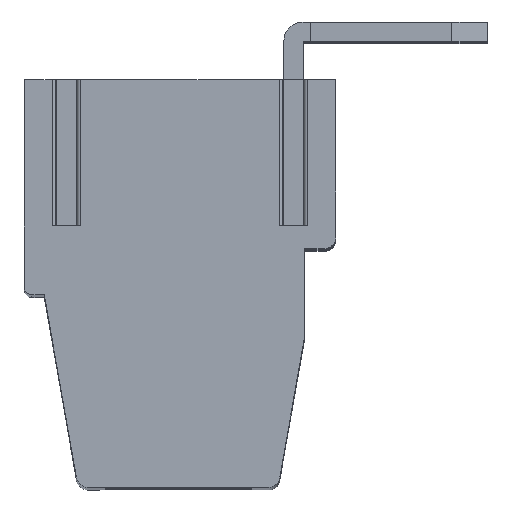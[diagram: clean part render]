
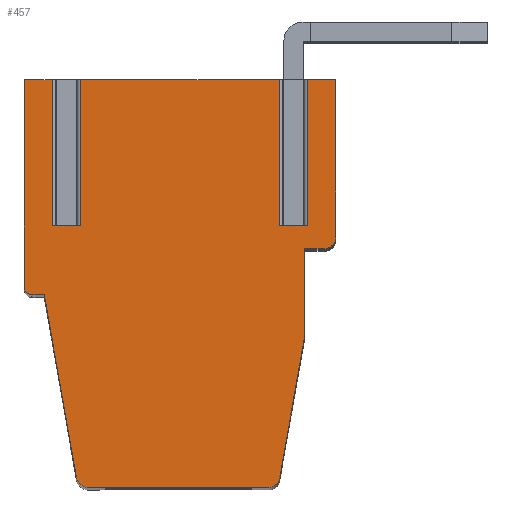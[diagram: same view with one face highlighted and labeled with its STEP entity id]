
A CAD part, top view. The second image highlights one B-rep face of the part: STEP entity #457.
In plain terms, the highlighted planar face has unit normal (0, 0, 1).
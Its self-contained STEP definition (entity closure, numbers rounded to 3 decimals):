
#457 = ADVANCED_FACE( '', ( #1289 ), #1290, .F. );
#1289 = FACE_OUTER_BOUND( '', #2525, .T. );
#1290 = PLANE( '', #2526 );
#2525 = EDGE_LOOP( '', ( #3865, #3866, #3867, #3868, #3869, #3870, #3871, #3872, #3873, #3874, #3875, #3876, #3877, #3878, #3879, #3880, #3881, #3882, #3883, #3884, #3885 ) );
#2526 = AXIS2_PLACEMENT_3D( '', #3886, #3887, #3888 );
#3865 = ORIENTED_EDGE( '', *, *, #7622, .T. );
#3866 = ORIENTED_EDGE( '', *, *, #7623, .T. );
#3867 = ORIENTED_EDGE( '', *, *, #7624, .T. );
#3868 = ORIENTED_EDGE( '', *, *, #7625, .T. );
#3869 = ORIENTED_EDGE( '', *, *, #7626, .T. );
#3870 = ORIENTED_EDGE( '', *, *, #7627, .F. );
#3871 = ORIENTED_EDGE( '', *, *, #7628, .T. );
#3872 = ORIENTED_EDGE( '', *, *, #7629, .T. );
#3873 = ORIENTED_EDGE( '', *, *, #7630, .T. );
#3874 = ORIENTED_EDGE( '', *, *, #7631, .F. );
#3875 = ORIENTED_EDGE( '', *, *, #7632, .T. );
#3876 = ORIENTED_EDGE( '', *, *, #7633, .T. );
#3877 = ORIENTED_EDGE( '', *, *, #7634, .T. );
#3878 = ORIENTED_EDGE( '', *, *, #7635, .T. );
#3879 = ORIENTED_EDGE( '', *, *, #7636, .T. );
#3880 = ORIENTED_EDGE( '', *, *, #7637, .F. );
#3881 = ORIENTED_EDGE( '', *, *, #7638, .F. );
#3882 = ORIENTED_EDGE( '', *, *, #7639, .T. );
#3883 = ORIENTED_EDGE( '', *, *, #7581, .T. );
#3884 = ORIENTED_EDGE( '', *, *, #7640, .T. );
#3885 = ORIENTED_EDGE( '', *, *, #7641, .T. );
#3886 = CARTESIAN_POINT( '', ( 201.952, 1.043, -17.5 ) );
#3887 = DIRECTION( '', ( 0., 0., -1. ) );
#3888 = DIRECTION( '', ( 0., -1., 0. ) );
#7581 = EDGE_CURVE( '', #9140, #9144, #9146, .T. );
#7622 = EDGE_CURVE( '', #9217, #9218, #9219, .T. );
#7623 = EDGE_CURVE( '', #9218, #9220, #9221, .T. );
#7624 = EDGE_CURVE( '', #9220, #9222, #9223, .T. );
#7625 = EDGE_CURVE( '', #9222, #9224, #9225, .T. );
#7626 = EDGE_CURVE( '', #9224, #9226, #9227, .T. );
#7627 = EDGE_CURVE( '', #9228, #9226, #9229, .T. );
#7628 = EDGE_CURVE( '', #9228, #9230, #9231, .T. );
#7629 = EDGE_CURVE( '', #9230, #9232, #9233, .T. );
#7630 = EDGE_CURVE( '', #9232, #9234, #9235, .T. );
#7631 = EDGE_CURVE( '', #9236, #9234, #9237, .T. );
#7632 = EDGE_CURVE( '', #9236, #9238, #9239, .T. );
#7633 = EDGE_CURVE( '', #9238, #9240, #9241, .T. );
#7634 = EDGE_CURVE( '', #9240, #9242, #9243, .T. );
#7635 = EDGE_CURVE( '', #9242, #9244, #9245, .T. );
#7636 = EDGE_CURVE( '', #9244, #9246, #9247, .T. );
#7637 = EDGE_CURVE( '', #9248, #9246, #9249, .T. );
#7638 = EDGE_CURVE( '', #9250, #9248, #9251, .T. );
#7639 = EDGE_CURVE( '', #9250, #9140, #9252, .T. );
#7640 = EDGE_CURVE( '', #9144, #9253, #9254, .T. );
#7641 = EDGE_CURVE( '', #9253, #9217, #9255, .T. );
#9140 = VERTEX_POINT( '', #11448 );
#9144 = VERTEX_POINT( '', #11453 );
#9146 = LINE( '', #11455, #11456 );
#9217 = VERTEX_POINT( '', #11558 );
#9218 = VERTEX_POINT( '', #11559 );
#9219 = LINE( '', #11560, #11561 );
#9220 = VERTEX_POINT( '', #11562 );
#9221 = LINE( '', #11563, #11564 );
#9222 = VERTEX_POINT( '', #11565 );
#9223 = LINE( '', #11566, #11567 );
#9224 = VERTEX_POINT( '', #11568 );
#9225 = LINE( '', #11569, #11570 );
#9226 = VERTEX_POINT( '', #11571 );
#9227 = LINE( '', #11572, #11573 );
#9228 = VERTEX_POINT( '', #11574 );
#9229 = LINE( '', #11575, #11576 );
#9230 = VERTEX_POINT( '', #11577 );
#9231 = CIRCLE( '', #11578, 0.198 );
#9232 = VERTEX_POINT( '', #11579 );
#9233 = LINE( '', #11580, #11581 );
#9234 = VERTEX_POINT( '', #11582 );
#9235 = LINE( '', #11583, #11584 );
#9236 = VERTEX_POINT( '', #11585 );
#9237 = CIRCLE( '', #11586, 0.298 );
#9238 = VERTEX_POINT( '', #11587 );
#9239 = LINE( '', #11588, #11589 );
#9240 = VERTEX_POINT( '', #11590 );
#9241 = CIRCLE( '', #11591, 0.298 );
#9242 = VERTEX_POINT( '', #11592 );
#9243 = LINE( '', #11593, #11594 );
#9244 = VERTEX_POINT( '', #11595 );
#9245 = LINE( '', #11596, #11597 );
#9246 = VERTEX_POINT( '', #11598 );
#9247 = LINE( '', #11599, #11600 );
#9248 = VERTEX_POINT( '', #11601 );
#9249 = CIRCLE( '', #11602, 0.298 );
#9250 = VERTEX_POINT( '', #11603 );
#9251 = LINE( '', #11604, #11605 );
#9252 = LINE( '', #11606, #11607 );
#9253 = VERTEX_POINT( '', #11608 );
#9254 = LINE( '', #11609, #11610 );
#9255 = LINE( '', #11611, #11612 );
#11448 = CARTESIAN_POINT( '', ( 205.32, 1.043, -17.5 ) );
#11453 = CARTESIAN_POINT( '', ( 205.32, -2.757, -17.5 ) );
#11455 = CARTESIAN_POINT( '', ( 205.32, 1.043, -17.5 ) );
#11456 = VECTOR( '', #14636, 1000. );
#11558 = CARTESIAN_POINT( '', ( 204.58, 1.043, -17.5 ) );
#11559 = CARTESIAN_POINT( '', ( 199.42, 1.043, -17.5 ) );
#11560 = CARTESIAN_POINT( '', ( 201.952, 1.043, -17.5 ) );
#11561 = VECTOR( '', #14671, 1000. );
#11562 = CARTESIAN_POINT( '', ( 199.42, -2.757, -17.5 ) );
#11563 = CARTESIAN_POINT( '', ( 199.42, 1.043, -17.5 ) );
#11564 = VECTOR( '', #14672, 1000. );
#11565 = CARTESIAN_POINT( '', ( 198.68, -2.757, -17.5 ) );
#11566 = CARTESIAN_POINT( '', ( 199.37, -2.757, -17.5 ) );
#11567 = VECTOR( '', #14673, 1000. );
#11568 = CARTESIAN_POINT( '', ( 198.68, 1.043, -17.5 ) );
#11569 = CARTESIAN_POINT( '', ( 198.68, 1.043, -17.5 ) );
#11570 = VECTOR( '', #14674, 1000. );
#11571 = CARTESIAN_POINT( '', ( 197.954, 1.043, -17.5 ) );
#11572 = CARTESIAN_POINT( '', ( 201.952, 1.043, -17.5 ) );
#11573 = VECTOR( '', #14675, 1000. );
#11574 = CARTESIAN_POINT( '', ( 197.954, -4.355, -17.5 ) );
#11575 = CARTESIAN_POINT( '', ( 197.954, -4.355, -17.5 ) );
#11576 = VECTOR( '', #14676, 1000. );
#11577 = CARTESIAN_POINT( '', ( 198.152, -4.553, -17.5 ) );
#11578 = AXIS2_PLACEMENT_3D( '', #14677, #14678, #14679 );
#11579 = CARTESIAN_POINT( '', ( 198.473, -4.553, -17.5 ) );
#11580 = CARTESIAN_POINT( '', ( 198.152, -4.553, -17.5 ) );
#11581 = VECTOR( '', #14680, 1000. );
#11582 = CARTESIAN_POINT( '', ( 199.305, -9.275, -17.5 ) );
#11583 = CARTESIAN_POINT( '', ( 198.473, -4.553, -17.5 ) );
#11584 = VECTOR( '', #14681, 1000. );
#11585 = CARTESIAN_POINT( '', ( 199.602, -9.558, -17.5 ) );
#11586 = AXIS2_PLACEMENT_3D( '', #14682, #14683, #14684 );
#11587 = CARTESIAN_POINT( '', ( 204.302, -9.558, -17.5 ) );
#11588 = CARTESIAN_POINT( '', ( 199.602, -9.558, -17.5 ) );
#11589 = VECTOR( '', #14685, 1000. );
#11590 = CARTESIAN_POINT( '', ( 204.599, -9.275, -17.5 ) );
#11591 = AXIS2_PLACEMENT_3D( '', #14686, #14687, #14688 );
#11592 = CARTESIAN_POINT( '', ( 205.236, -5.661, -17.5 ) );
#11593 = CARTESIAN_POINT( '', ( 204.595, -9.298, -17.5 ) );
#11594 = VECTOR( '', #14689, 1000. );
#11595 = CARTESIAN_POINT( '', ( 205.236, -3.353, -17.5 ) );
#11596 = CARTESIAN_POINT( '', ( 205.236, -5.661, -17.5 ) );
#11597 = VECTOR( '', #14690, 1000. );
#11598 = CARTESIAN_POINT( '', ( 205.752, -3.353, -17.5 ) );
#11599 = CARTESIAN_POINT( '', ( 205.236, -3.353, -17.5 ) );
#11600 = VECTOR( '', #14691, 1000. );
#11601 = CARTESIAN_POINT( '', ( 206.05, -3.055, -17.5 ) );
#11602 = AXIS2_PLACEMENT_3D( '', #14692, #14693, #14694 );
#11603 = CARTESIAN_POINT( '', ( 206.05, 1.043, -17.5 ) );
#11604 = CARTESIAN_POINT( '', ( 206.05, 1.043, -17.5 ) );
#11605 = VECTOR( '', #14695, 1000. );
#11606 = CARTESIAN_POINT( '', ( 201.952, 1.043, -17.5 ) );
#11607 = VECTOR( '', #14696, 1000. );
#11608 = CARTESIAN_POINT( '', ( 204.58, -2.757, -17.5 ) );
#11609 = CARTESIAN_POINT( '', ( 205.27, -2.757, -17.5 ) );
#11610 = VECTOR( '', #14697, 1000. );
#11611 = CARTESIAN_POINT( '', ( 204.58, 1.043, -17.5 ) );
#11612 = VECTOR( '', #14698, 1000. );
#14636 = DIRECTION( '', ( 0., -1., 0. ) );
#14671 = DIRECTION( '', ( -1., 0., 0. ) );
#14672 = DIRECTION( '', ( 0., -1., 0. ) );
#14673 = DIRECTION( '', ( -1., 0., 0. ) );
#14674 = DIRECTION( '', ( 0., 1., 0. ) );
#14675 = DIRECTION( '', ( -1., 0., 0. ) );
#14676 = DIRECTION( '', ( 0., 1., 0. ) );
#14677 = CARTESIAN_POINT( '', ( 198.152, -4.355, -17.5 ) );
#14678 = DIRECTION( '', ( 0., 0., 1. ) );
#14679 = DIRECTION( '', ( -1., 0., 0. ) );
#14680 = DIRECTION( '', ( 1., 0., 0. ) );
#14681 = DIRECTION( '', ( 0.174, -0.985, 0. ) );
#14682 = CARTESIAN_POINT( '', ( 199.602, -9.26, -17.5 ) );
#14683 = DIRECTION( '', ( 0., 0., -1. ) );
#14684 = DIRECTION( '', ( 0., -1., 0. ) );
#14685 = DIRECTION( '', ( 1., 0., 0. ) );
#14686 = CARTESIAN_POINT( '', ( 204.302, -9.26, -17.5 ) );
#14687 = DIRECTION( '', ( 0., 0., 1. ) );
#14688 = DIRECTION( '', ( 0., -1., 0. ) );
#14689 = DIRECTION( '', ( 0.174, 0.985, 0. ) );
#14690 = DIRECTION( '', ( 0., 1., 0. ) );
#14691 = DIRECTION( '', ( 1., 0., 0. ) );
#14692 = CARTESIAN_POINT( '', ( 205.752, -3.055, -17.5 ) );
#14693 = DIRECTION( '', ( 0., 0., -1. ) );
#14694 = DIRECTION( '', ( 1., 0., 0. ) );
#14695 = DIRECTION( '', ( 0., -1., 0. ) );
#14696 = DIRECTION( '', ( -1., 0., 0. ) );
#14697 = DIRECTION( '', ( -1., 0., 0. ) );
#14698 = DIRECTION( '', ( 0., 1., 0. ) );
